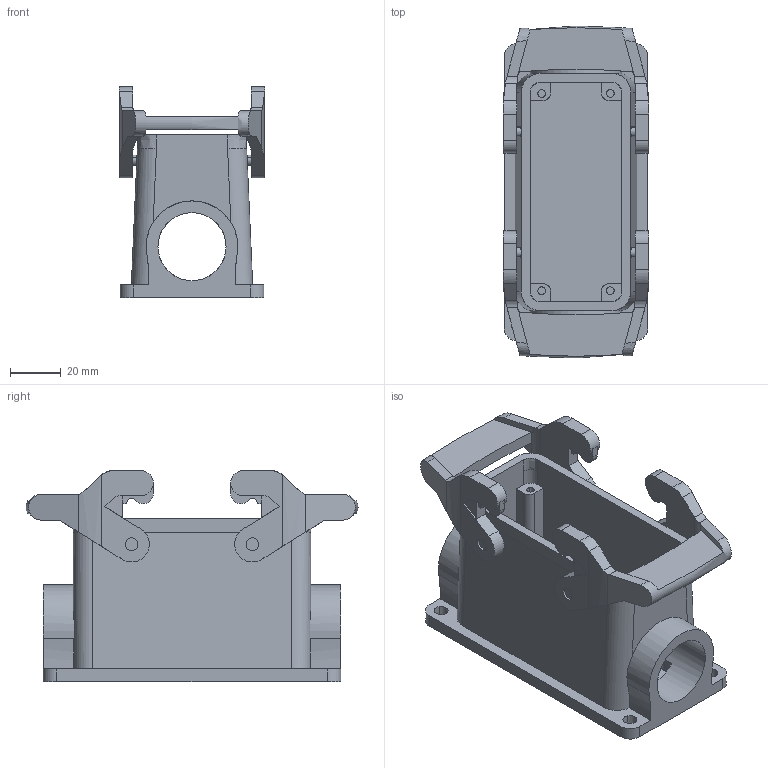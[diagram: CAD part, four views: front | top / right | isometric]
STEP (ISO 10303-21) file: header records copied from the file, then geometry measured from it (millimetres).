
FILE_DESCRIPTION(('CATIA V5 STEP Exchange','CAx-IF Rec.Pracs.--- Model Styling and Organization---1.5--- 2016-08-15','CAx-IF Rec.Pracs.---Supplemental Geometry---1.0---2011-11-01','CAx-IF Rec.Pracs.--- Composite Materials ---1.1---2010-07-15'),'2;1');
FILE_NAME ('408603-3_2', '2025-08-19T12:05:10+00:00', ('none'), ('Weidmueller'), 'CATIA Version 5-6 Release 2024 SP4', 'CATIA V5 STEP AP214 v3', 'none');
FILE_SCHEMA(('AUTOMOTIVE_DESIGN { 1 0 10303 214 1 1 1 1 }'));
Length unit declared in the file: millimetre
Products named in the file (1): 2560950000
Bounding box: 57 x 130.5 x 83 mm (x, y, z)
Volume: 137375 mm3; surface area: 60421.1 mm2
Topology: 1 solids, 1 shells, 255 faces, 722 edges, 484 vertices
Faces by surface type: plane 133, cylinder 108, extrusion 12, torus 2
Entity records: 8190 total; most frequent: CARTESIAN_POINT 2073, ORIENTED_EDGE 1444, DIRECTION 922, EDGE_CURVE 722, VERTEX_POINT 484, VECTOR 426, LINE 414, AXIS2_PLACEMENT_3D 351
